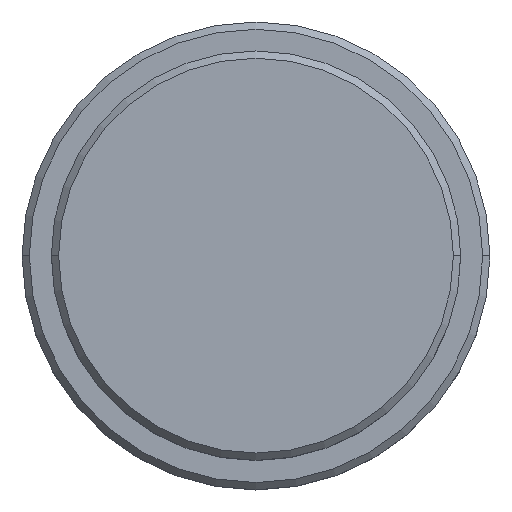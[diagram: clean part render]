
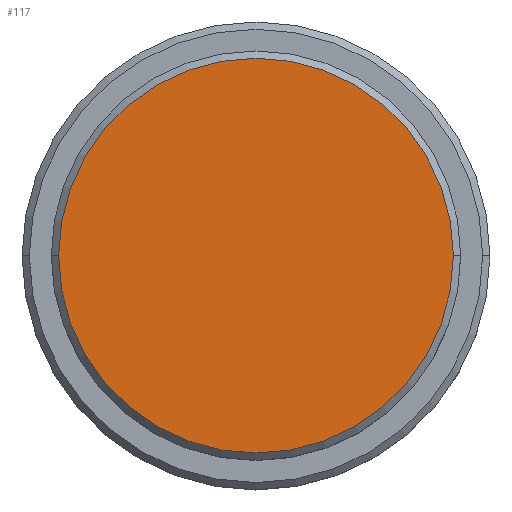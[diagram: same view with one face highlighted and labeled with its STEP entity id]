
A CAD part, top view. The second image highlights one B-rep face of the part: STEP entity #117.
In plain terms, the highlighted planar face has unit normal (0, 0, 1).
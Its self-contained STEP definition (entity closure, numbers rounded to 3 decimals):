
#117 = ADVANCED_FACE ( 'NONE', ( #857 ), #1194, .T. ) ;
#135 = DIRECTION ( 'NONE',  ( 1., 0., 0. ) ) ;
#279 = EDGE_LOOP ( 'NONE', ( #528, #448 ) ) ;
#329 = DIRECTION ( 'NONE',  ( 0., 0., 1. ) ) ;
#385 = CARTESIAN_POINT ( 'NONE',  ( 0., 0., 0. ) ) ;
#448 = ORIENTED_EDGE ( 'NONE', *, *, #1153, .T. ) ;
#479 = CARTESIAN_POINT ( 'NONE',  ( 13.5, 0., 0. ) ) ;
#528 = ORIENTED_EDGE ( 'NONE', *, *, #569, .T. ) ;
#569 = EDGE_CURVE ( 'NONE', #908, #1359, #629, .T. ) ;
#629 = CIRCLE ( 'NONE', #961, 13.5 ) ;
#737 = DIRECTION ( 'NONE',  ( 1., 0., 0. ) ) ;
#758 = CARTESIAN_POINT ( 'NONE',  ( 0., 0., 0. ) ) ;
#773 = AXIS2_PLACEMENT_3D ( 'NONE', #385, #1163, #737 ) ;
#786 = CARTESIAN_POINT ( 'NONE',  ( 0., 0., 0. ) ) ;
#857 = FACE_OUTER_BOUND ( 'NONE', #279, .T. ) ;
#861 = CARTESIAN_POINT ( 'NONE',  ( -13.5, 0., 0. ) ) ;
#903 = AXIS2_PLACEMENT_3D ( 'NONE', #758, #329, #1199 ) ;
#908 = VERTEX_POINT ( 'NONE', #861 ) ;
#961 = AXIS2_PLACEMENT_3D ( 'NONE', #786, #1211, #135 ) ;
#1153 = EDGE_CURVE ( 'NONE', #1359, #908, #1404, .T. ) ;
#1163 = DIRECTION ( 'NONE',  ( 0., 0., 1. ) ) ;
#1194 = PLANE ( 'NONE',  #903 ) ;
#1199 = DIRECTION ( 'NONE',  ( 1., 0., 0. ) ) ;
#1211 = DIRECTION ( 'NONE',  ( 0., 0., 1. ) ) ;
#1359 = VERTEX_POINT ( 'NONE', #479 ) ;
#1404 = CIRCLE ( 'NONE', #773, 13.5 ) ;
